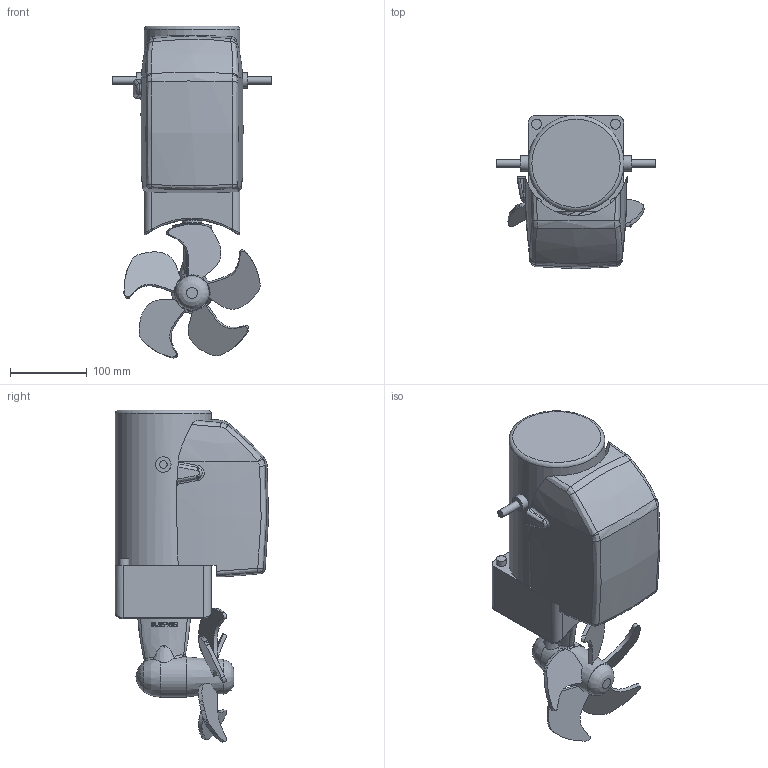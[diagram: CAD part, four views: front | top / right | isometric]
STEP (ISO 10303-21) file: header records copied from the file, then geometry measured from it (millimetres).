
FILE_DESCRIPTION(/* description */ (''),/* implementation_level */ '2;1');
FILE_NAME(/* name */ 'SE60_180mm(12V).stp',/* time_stamp */ '2015-11-06T10:43:12+01:00',/* author */ ('elvira'),/* organization */ (''),/* preprocessor_version */ 'ST-DEVELOPER v15.6',/* originating_system */ 'Autodesk Inventor 2015',/* authorisation */ '');
FILE_SCHEMA (('AUTOMOTIVE_DESIGN { 1 0 10303 214 3 1 1 }'));
Length unit declared in the file: millimetre
Products named in the file (1): SM-117085
Bounding box: 208 x 199.67 x 432.42 mm (x, y, z)
Volume: 5545629.3 mm3; surface area: 324046.7 mm2
Topology: 1 solids, 1 shells, 479 faces, 1201 edges, 743 vertices
Faces by surface type: bspline 252, plane 99, cylinder 80, torus 33, cone 15
Full cylindrical faces by diameter (mm): 10 x2, 13 x2, 20 x2, 26 x1, 125 x1
Entity records: 29908 total; most frequent: CARTESIAN_POINT 19863, ORIENTED_EDGE 2354, DIRECTION 1335, EDGE_CURVE 1177, VERTEX_POINT 733, B_SPLINE_CURVE_WITH_KNOTS 628, AXIS2_PLACEMENT_3D 561, EDGE_LOOP 514
